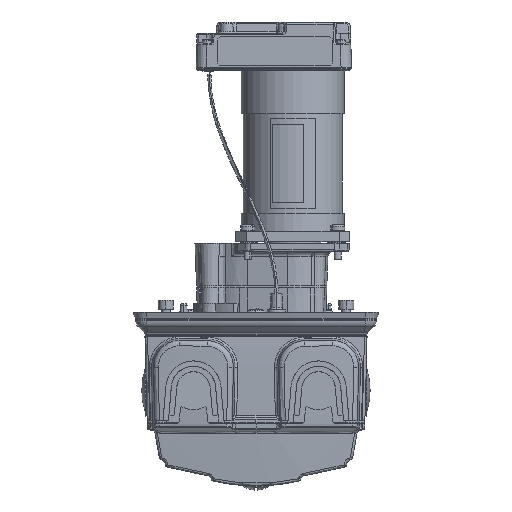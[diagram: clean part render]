
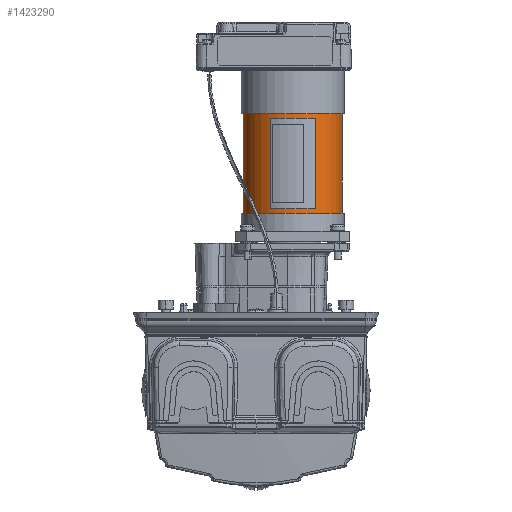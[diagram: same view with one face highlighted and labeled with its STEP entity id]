
A CAD part, left-side view. The second image highlights one B-rep face of the part: STEP entity #1423290.
In plain terms, the highlighted cylindrical face has radius 27.53 mm (diameter 55.06 mm), a partial arc.
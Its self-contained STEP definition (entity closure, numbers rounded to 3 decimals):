
#294080=CARTESIAN_POINT('',(207.012,58.781,-75.));
#294090=DIRECTION('',(0.,0.,-1.));
#294100=VECTOR('',#294090,1.);
#294110=LINE('',#294080,#294100);
#294120=CARTESIAN_POINT('',(207.012,58.781,-71.));
#294130=VERTEX_POINT('',#294120);
#294140=CARTESIAN_POINT('',(207.012,58.781,-126.));
#294150=VERTEX_POINT('',#294140);
#294160=EDGE_CURVE('',#294130,#294150,#294110,.T.);
#294180=CARTESIAN_POINT('',(179.9,54.,-126.));
#294190=DIRECTION('',(0.,0.,-1.));
#294200=DIRECTION('',(-0.985,-0.174,0.));
#294210=AXIS2_PLACEMENT_3D('',#294180,#294190,#294200);
#294220=CIRCLE('',#294210,27.53);
#294230=CARTESIAN_POINT('',(152.788,49.219,-126.));
#294240=VERTEX_POINT('',#294230);
#294270=CARTESIAN_POINT('',(152.788,49.219,-75.));
#294280=DIRECTION('',(0.,0.,-1.));
#294290=VECTOR('',#294280,1.);
#294300=LINE('',#294270,#294290);
#294310=CARTESIAN_POINT('',(152.788,49.219,-71.));
#294320=VERTEX_POINT('',#294310);
#294330=EDGE_CURVE('',#294320,#294240,#294300,.T.);
#294350=CARTESIAN_POINT('',(179.9,54.,-71.));
#294360=DIRECTION('',(0.,0.,-1.));
#294370=DIRECTION('',(-0.985,-0.174,0.));
#294380=AXIS2_PLACEMENT_3D('',#294350,#294360,#294370);
#294390=CIRCLE('',#294380,27.53);
#296570=EDGE_CURVE('',#294320,#294130,#294390,.T.);
#297100=CARTESIAN_POINT('',(163.331,75.985,-123.5));
#297110=VERTEX_POINT('',#297100);
#297260=CARTESIAN_POINT('',(163.331,75.985,-73.5));
#297270=VERTEX_POINT('',#297260);
#297300=CARTESIAN_POINT('',(163.331,75.985,-75.));
#297310=DIRECTION('',(0.,0.,-1.));
#297320=VECTOR('',#297310,1.);
#297330=LINE('',#297300,#297320);
#297340=EDGE_CURVE('',#297270,#297110,#297330,.T.);
#297500=CARTESIAN_POINT('',(187.951,80.327,-73.5));
#297510=VERTEX_POINT('',#297500);
#297660=CARTESIAN_POINT('',(187.951,80.327,-123.5));
#297670=VERTEX_POINT('',#297660);
#297700=CARTESIAN_POINT('',(187.951,80.327,-75.));
#297710=DIRECTION('',(0.,0.,-1.));
#297720=VECTOR('',#297710,1.);
#297730=LINE('',#297700,#297720);
#297740=EDGE_CURVE('',#297510,#297670,#297730,.T.);
#299600=CARTESIAN_POINT('',(179.9,54.,-73.5));
#299610=DIRECTION('',(0.,0.,-1.));
#299620=DIRECTION('',(-0.985,-0.174,0.));
#299630=AXIS2_PLACEMENT_3D('',#299600,#299610,#299620);
#299640=CIRCLE('',#299630,27.53);
#299650=EDGE_CURVE('',#297270,#297510,#299640,.T.);
#300100=CARTESIAN_POINT('',(179.9,54.,-123.5));
#300110=DIRECTION('',(0.,0.,-1.));
#300120=DIRECTION('',(-0.985,-0.174,0.));
#300130=AXIS2_PLACEMENT_3D('',#300100,#300110,#300120);
#300140=CIRCLE('',#300130,27.53);
#300150=EDGE_CURVE('',#297110,#297670,#300140,.T.);
#300790=EDGE_CURVE('',#294240,#294150,#294220,.T.);
#1423120=CARTESIAN_POINT('',(179.9,54.,-75.));
#1423130=DIRECTION('',(0.,0.,-1.));
#1423140=DIRECTION('',(-0.985,-0.174,0.));
#1423150=AXIS2_PLACEMENT_3D('',#1423120,#1423130,#1423140);
#1423160=CYLINDRICAL_SURFACE('',#1423150,27.53);
#1423170=ORIENTED_EDGE('',*,*,#300790,.F.);
#1423180=ORIENTED_EDGE('',*,*,#294160,.T.);
#1423190=ORIENTED_EDGE('',*,*,#296570,.T.);
#1423200=ORIENTED_EDGE('',*,*,#294330,.F.);
#1423210=EDGE_LOOP('',(#1423200,#1423190,#1423180,#1423170));
#1423220=FACE_OUTER_BOUND('',#1423210,.T.);
#1423230=ORIENTED_EDGE('',*,*,#300150,.T.);
#1423240=ORIENTED_EDGE('',*,*,#297340,.T.);
#1423250=ORIENTED_EDGE('',*,*,#299650,.F.);
#1423260=ORIENTED_EDGE('',*,*,#297740,.F.);
#1423270=EDGE_LOOP('',(#1423260,#1423250,#1423240,#1423230));
#1423280=FACE_BOUND('',#1423270,.T.);
#1423290=ADVANCED_FACE('',(#1423220,#1423280),#1423160,.T.);
